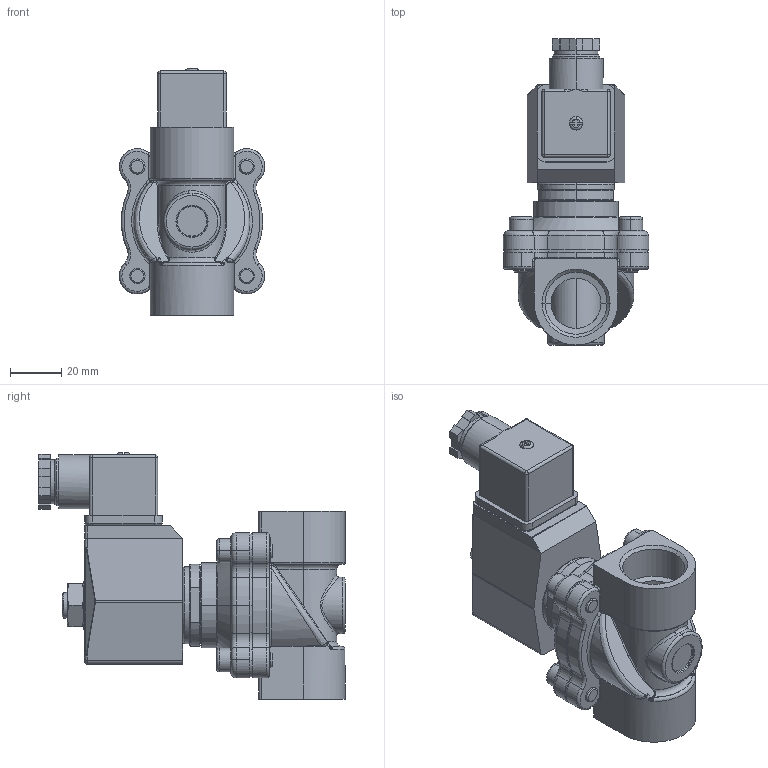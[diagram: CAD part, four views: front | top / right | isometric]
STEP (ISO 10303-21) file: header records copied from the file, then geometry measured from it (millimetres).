
FILE_DESCRIPTION (( 'STEP AP203' ), '1' );
FILE_NAME ('242 DN20.STEP', '2016-12-21T09:11:58', ( '' ), ( '' ), 'SwSTEP 2.0', 'SolidWorks 2015', '' );
FILE_SCHEMA (( 'CONFIG_CONTROL_DESIGN' ));
Length unit declared in the file: millimetre
Products named in the file (1): 242 DN20
Bounding box: 56.49 x 119.05 x 95.8 mm (x, y, z)
Volume: 202743.1 mm3; surface area: 35937 mm2
Topology: 1 solids, 1 shells, 572 faces, 1381 edges, 835 vertices
Faces by surface type: plane 196, cylinder 186, torus 89, bspline 65, cone 32, sphere 4
Entity records: 18713 total; most frequent: CARTESIAN_POINT 5566, DIRECTION 2798, ORIENTED_EDGE 2742, EDGE_CURVE 1371, AXIS2_PLACEMENT_3D 1097, VERTEX_POINT 835, EDGE_LOOP 606, LINE 604
